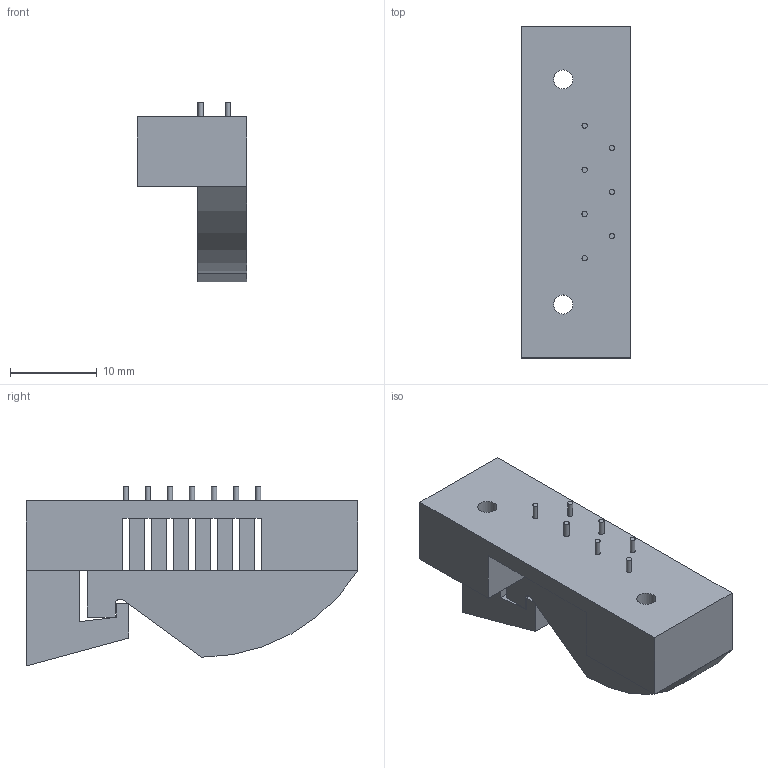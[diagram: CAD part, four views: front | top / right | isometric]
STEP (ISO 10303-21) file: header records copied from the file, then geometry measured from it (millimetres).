
FILE_DESCRIPTION(('FreeCAD Model'),'2;1');
FILE_NAME('Open CASCADE Shape Model','2023-11-28T10:26:24',('Author'),( ''),'Open CASCADE STEP processor 7.6','FreeCAD','Unknown');
FILE_SCHEMA(('AUTOMOTIVE_DESIGN { 1 0 10303 214 1 1 1 1 }'));
Length unit declared in the file: millimetre
Products named in the file (4): butterfly_laser_socket_left_asm; butterfly_laser_socket_clamp_part_2; butterfly_laser_socket_left; butterfly_laser_socket_clamp_part_1
Assembly tree (3 placements, depth 2):
  butterfly_laser_socket_left_asm
    butterfly_laser_socket_clamp_part_2
    butterfly_laser_socket_left
    butterfly_laser_socket_clamp_part_1
Bounding box: 12.6 x 38.2 x 20.7 mm (x, y, z)
Volume: 4603.3 mm3; surface area: 3689.9 mm2
Topology: 3 solids, 3 shells, 91 faces, 209 edges, 131 vertices
Faces by surface type: plane 80, cylinder 11
Full cylindrical faces by diameter (mm): 0.6 x7, 2.2 x2
Entity records: 2605 total; most frequent: CARTESIAN_POINT 435, DIRECTION 421, ORIENTED_EDGE 418, EDGE_CURVE 209, LINE 187, VECTOR 187, VERTEX_POINT 131, AXIS2_PLACEMENT_3D 117
